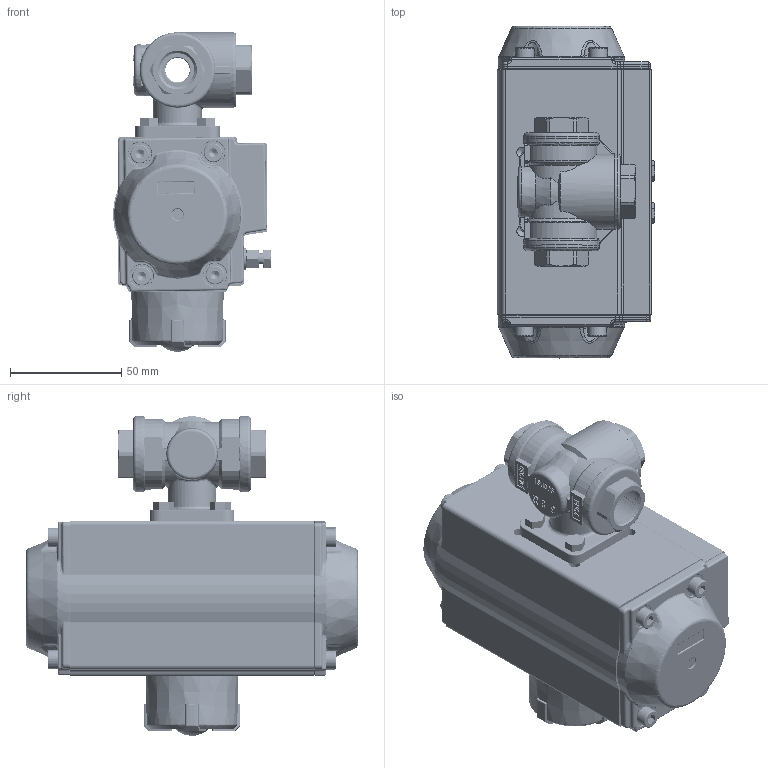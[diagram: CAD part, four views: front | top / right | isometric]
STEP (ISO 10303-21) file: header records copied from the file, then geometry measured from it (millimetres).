
FILE_DESCRIPTION(/* description */ ('Unknown'),/* implementation_level */ '2;1');
FILE_NAME(/* name */ 'PD02 0837_0838-03',/* time_stamp */ '2025-03-24T08:50:36+01:00',/* author */ ('Unknown'),/* organization */ ('Unknown'),/* preprocessor_version */ 'ST-DEVELOPER v19.4',/* originating_system */ 'Solid Edge',/* authorisation */ 'Unknown');
FILE_SCHEMA (('AUTOMOTIVE_DESIGN {1 0 10303 214 3 1 1}'));
Products named in the file (20): PD02 0837_0838-03; 2.330_335.012; 002; 001; 005; PD02_PE01; vt50-2016-06-25; hex bolt gradeab_din_ISO 4014 - M5 x 25 x 16-N; huosai50; vt50-2016-06-25 _______MIR; zhou50; VTE50____; plain washers-n series-grade a gb_GB_FASTENER_WASHER_PWNA 5; hex nut gradec_din_Hexagon Nut ISO 4034 - M5 - N; Optische Anzeige; ______; ________(___________; cup head nib bolts with large head gb_GB_FASTENER_BOLT_CHNBW M6X25-N; socket head cap screw_din_DIN 912 M5 x 16 --- 16N; DIN558 M5x12
Assembly tree (37 placements, depth 4):
  PD02 0837_0838-03
    2.330_335.012
      002  x3
      001
      005
    PD02_PE01
      vt50-2016-06-25
      hex bolt gradeab_din_ISO 4014 - M5 x 25 x 16-N  x2
      huosai50  x2
      vt50-2016-06-25 _______MIR
      zhou50
      VTE50____
      plain washers-n series-grade a gb_GB_FASTENER_WASHER_PWNA 5  x2
      hex nut gradec_din_Hexagon Nut ISO 4034 - M5 - N  x2
      Optische Anzeige
        ______
        ________(___________  x4
        cup head nib bolts with large head gb_GB_FASTENER_BOLT_CHNBW M6X25-N
      socket head cap screw_din_DIN 912 M5 x 16 --- 16N  x8
    DIN558 M5x12  x3
Bounding box: 70.92 x 149.4 x 143.81 mm (x, y, z)
Volume: 439693.7 mm3; surface area: 176506.2 mm2
Topology: 34 solids, 34 shells, 3094 faces, 7713 edges, 4823 vertices
Faces by surface type: plane 1096, cylinder 833, bspline 502, torus 328, cone 304, sphere 31
Full cylindrical faces by diameter (mm): 2.5 x2, 3 x16, 3.3 x8, 4.134 x20, 4.2 x3, 4.66 x1, 4.917 x7, 5 x15, 5.3 x2, 5.5 x1, 6 x4, 6.2 x1, 8 x4, 8.5 x8, 8.566 x2, 10 x4, 10.5 x1, 11 x8, 11.4 x1, 12 x2, 12.5 x2, 12.9 x1, 13 x13, 13.5 x3, 14 x5, 15.1 x30, 16.5 x2, 19 x4, 21.2 x1, 21.4 x1
Entity records: 90292 total; most frequent: CARTESIAN_POINT 41684, ORIENTED_EDGE 10340, DIRECTION 8771, EDGE_CURVE 5170, VERTEX_POINT 3469, AXIS2_PLACEMENT_3D 3307, FACE_BOUND 2753, EDGE_LOOP 2731
